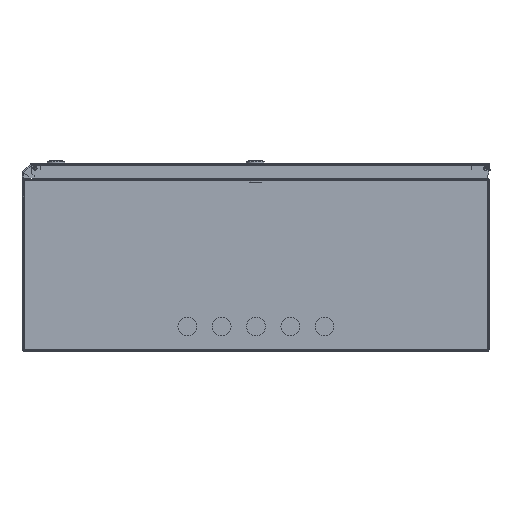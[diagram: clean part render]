
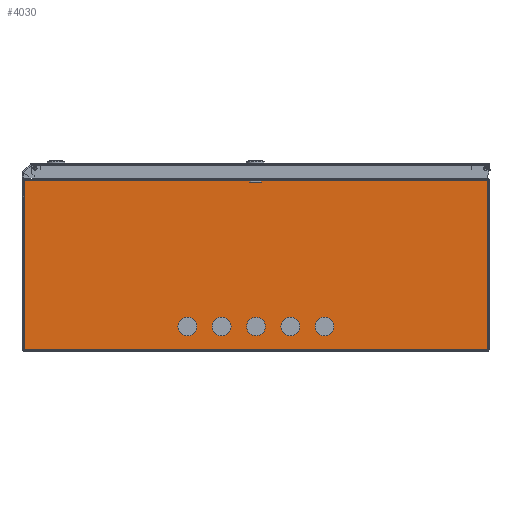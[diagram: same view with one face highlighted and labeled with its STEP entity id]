
A CAD part, front view. The second image highlights one B-rep face of the part: STEP entity #4030.
In plain terms, the highlighted planar face has unit normal (0, -1, 0).
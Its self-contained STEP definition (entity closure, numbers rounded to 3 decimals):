
#141 = ORIENTED_EDGE ( 'NONE', *, *, #15862, .F. ) ;
#158 = VERTEX_POINT ( 'NONE', #3773 ) ;
#207 = VERTEX_POINT ( 'NONE', #1776 ) ;
#233 = VERTEX_POINT ( 'NONE', #9398 ) ;
#313 = LINE ( 'NONE', #11798, #2633 ) ;
#629 = ORIENTED_EDGE ( 'NONE', *, *, #5267, .F. ) ;
#695 = AXIS2_PLACEMENT_3D ( 'NONE', #16649, #7150, #3531 ) ;
#756 = DIRECTION ( 'NONE',  ( 0., -1., 0. ) ) ;
#844 = EDGE_CURVE ( 'NONE', #3811, #8475, #3214, .T. ) ;
#1012 = CIRCLE ( 'NONE', #7776, 15. ) ;
#1073 = CARTESIAN_POINT ( 'NONE',  ( -340.183, -1230.944, 38.6 ) ) ;
#1318 = AXIS2_PLACEMENT_3D ( 'NONE', #17768, #756, #17391 ) ;
#1506 = DIRECTION ( 'NONE',  ( 0., 0., -1. ) ) ;
#1652 = ORIENTED_EDGE ( 'NONE', *, *, #21489, .F. ) ;
#1776 = CARTESIAN_POINT ( 'NONE',  ( -120.183, -1230.944, 53.6 ) ) ;
#1779 = CARTESIAN_POINT ( 'NONE',  ( -230.183, -1230.944, 53.6 ) ) ;
#1816 = DIRECTION ( 'NONE',  ( 0., -1., 0. ) ) ;
#1940 = DIRECTION ( 'NONE',  ( 0., -1., 0. ) ) ;
#2200 = CARTESIAN_POINT ( 'NONE',  ( -601.383, -1230.944, 271.9 ) ) ;
#2393 = DIRECTION ( 'NONE',  ( 0., -1., 0. ) ) ;
#2437 = ORIENTED_EDGE ( 'NONE', *, *, #24071, .F. ) ;
#2473 = CARTESIAN_POINT ( 'NONE',  ( -175.183, -1230.944, 38.6 ) ) ;
#2633 = VECTOR ( 'NONE', #19463, 1000. ) ;
#2704 = LINE ( 'NONE', #2200, #20674 ) ;
#2710 = DIRECTION ( 'NONE',  ( 0., 0., -1. ) ) ;
#2712 = VECTOR ( 'NONE', #10249, 1000. ) ;
#2966 = CARTESIAN_POINT ( 'NONE',  ( 143.417, -1230.944, 271.9 ) ) ;
#2984 = EDGE_LOOP ( 'NONE', ( #16677, #629 ) ) ;
#3214 = LINE ( 'NONE', #2966, #22623 ) ;
#3274 = FACE_BOUND ( 'NONE', #2984, .T. ) ;
#3512 = CARTESIAN_POINT ( 'NONE',  ( -230.183, -1230.944, 38.6 ) ) ;
#3531 = DIRECTION ( 'NONE',  ( 0., 0., 1. ) ) ;
#3773 = CARTESIAN_POINT ( 'NONE',  ( -340.183, -1230.944, 53.6 ) ) ;
#3811 = VERTEX_POINT ( 'NONE', #18604 ) ;
#4030 = ADVANCED_FACE ( 'NONE', ( #8886, #5032, #12763, #20555, #3274, #10890 ), #18661, .F. ) ;
#4253 = EDGE_CURVE ( 'NONE', #6407, #15615, #14355, .T. ) ;
#5032 = FACE_BOUND ( 'NONE', #17164, .T. ) ;
#5043 = DIRECTION ( 'NONE',  ( 0., 0., 1. ) ) ;
#5106 = EDGE_CURVE ( 'NONE', #7458, #21844, #14892, .T. ) ;
#5172 = DIRECTION ( 'NONE',  ( 0., -1., 0. ) ) ;
#5267 = EDGE_CURVE ( 'NONE', #21844, #7458, #11720, .T. ) ;
#5377 = CARTESIAN_POINT ( 'NONE',  ( 141.017, -1230.944, 1. ) ) ;
#5952 = EDGE_CURVE ( 'NONE', #19066, #15077, #9341, .T. ) ;
#6407 = VERTEX_POINT ( 'NONE', #5377 ) ;
#6662 = CIRCLE ( 'NONE', #7851, 15. ) ;
#6952 = DIRECTION ( 'NONE',  ( -1., 0., 0. ) ) ;
#7000 = DIRECTION ( 'NONE',  ( 0., -1., 0. ) ) ;
#7150 = DIRECTION ( 'NONE',  ( 0., 1., 0. ) ) ;
#7359 = CARTESIAN_POINT ( 'NONE',  ( -230.183, -1230.944, 23.6 ) ) ;
#7425 = CARTESIAN_POINT ( 'NONE',  ( -120.183, -1230.944, 23.6 ) ) ;
#7458 = VERTEX_POINT ( 'NONE', #7359 ) ;
#7579 = EDGE_CURVE ( 'NONE', #16166, #158, #7653, .T. ) ;
#7586 = DIRECTION ( 'NONE',  ( 0., -1., 0. ) ) ;
#7653 = CIRCLE ( 'NONE', #21673, 15. ) ;
#7703 = VERTEX_POINT ( 'NONE', #7425 ) ;
#7776 = AXIS2_PLACEMENT_3D ( 'NONE', #7916, #1940, #11417 ) ;
#7851 = AXIS2_PLACEMENT_3D ( 'NONE', #11994, #2393, #23425 ) ;
#7916 = CARTESIAN_POINT ( 'NONE',  ( -285.183, -1230.944, 38.6 ) ) ;
#8120 = EDGE_CURVE ( 'NONE', #23484, #233, #13269, .T. ) ;
#8178 = DIRECTION ( 'NONE',  ( 0., 0., -1. ) ) ;
#8475 = VERTEX_POINT ( 'NONE', #10307 ) ;
#8850 = CIRCLE ( 'NONE', #18456, 15. ) ;
#8886 = FACE_BOUND ( 'NONE', #12460, .T. ) ;
#9341 = CIRCLE ( 'NONE', #17345, 15. ) ;
#9398 = CARTESIAN_POINT ( 'NONE',  ( -285.183, -1230.944, 23.6 ) ) ;
#9829 = CIRCLE ( 'NONE', #18244, 15. ) ;
#10249 = DIRECTION ( 'NONE',  ( -1., 0., 0. ) ) ;
#10307 = CARTESIAN_POINT ( 'NONE',  ( -601.383, -1230.944, 271.9 ) ) ;
#10890 = FACE_OUTER_BOUND ( 'NONE', #19978, .T. ) ;
#11172 = ORIENTED_EDGE ( 'NONE', *, *, #24363, .T. ) ;
#11417 = DIRECTION ( 'NONE',  ( 0., 0., -1. ) ) ;
#11547 = DIRECTION ( 'NONE',  ( 0., 0., 1. ) ) ;
#11720 = CIRCLE ( 'NONE', #17731, 15. ) ;
#11798 = CARTESIAN_POINT ( 'NONE',  ( 141.017, -1230.944, 1. ) ) ;
#11891 = ORIENTED_EDGE ( 'NONE', *, *, #7579, .F. ) ;
#11994 = CARTESIAN_POINT ( 'NONE',  ( -340.183, -1230.944, 38.6 ) ) ;
#12324 = ORIENTED_EDGE ( 'NONE', *, *, #4253, .F. ) ;
#12419 = DIRECTION ( 'NONE',  ( 0., 0., -1. ) ) ;
#12460 = EDGE_LOOP ( 'NONE', ( #141, #1652 ) ) ;
#12622 = DIRECTION ( 'NONE',  ( 0., 0., 1. ) ) ;
#12660 = EDGE_LOOP ( 'NONE', ( #24535, #17649 ) ) ;
#12757 = CARTESIAN_POINT ( 'NONE',  ( -285.183, -1230.944, 53.6 ) ) ;
#12763 = FACE_BOUND ( 'NONE', #15020, .T. ) ;
#13269 = CIRCLE ( 'NONE', #1318, 15. ) ;
#13710 = AXIS2_PLACEMENT_3D ( 'NONE', #24753, #7586, #2710 ) ;
#14277 = CARTESIAN_POINT ( 'NONE',  ( -601.383, -1230.944, 1. ) ) ;
#14355 = LINE ( 'NONE', #21784, #2712 ) ;
#14609 = CARTESIAN_POINT ( 'NONE',  ( -120.183, -1230.944, 38.6 ) ) ;
#14892 = CIRCLE ( 'NONE', #13710, 15. ) ;
#15020 = EDGE_LOOP ( 'NONE', ( #11891, #23447 ) ) ;
#15077 = VERTEX_POINT ( 'NONE', #19112 ) ;
#15615 = VERTEX_POINT ( 'NONE', #14277 ) ;
#15838 = DIRECTION ( 'NONE',  ( 0., 0., 1. ) ) ;
#15862 = EDGE_CURVE ( 'NONE', #7703, #207, #8850, .T. ) ;
#16166 = VERTEX_POINT ( 'NONE', #21610 ) ;
#16649 = CARTESIAN_POINT ( 'NONE',  ( 0., -1230.944, 0. ) ) ;
#16677 = ORIENTED_EDGE ( 'NONE', *, *, #5106, .F. ) ;
#17164 = EDGE_LOOP ( 'NONE', ( #2437, #20060 ) ) ;
#17345 = AXIS2_PLACEMENT_3D ( 'NONE', #20565, #5172, #5043 ) ;
#17391 = DIRECTION ( 'NONE',  ( 0., 0., -1. ) ) ;
#17464 = EDGE_CURVE ( 'NONE', #233, #23484, #1012, .T. ) ;
#17637 = CARTESIAN_POINT ( 'NONE',  ( -175.183, -1230.944, 53.6 ) ) ;
#17649 = ORIENTED_EDGE ( 'NONE', *, *, #8120, .F. ) ;
#17731 = AXIS2_PLACEMENT_3D ( 'NONE', #3512, #7000, #1506 ) ;
#17768 = CARTESIAN_POINT ( 'NONE',  ( -285.183, -1230.944, 38.6 ) ) ;
#18032 = DIRECTION ( 'NONE',  ( 0., -1., 0. ) ) ;
#18184 = AXIS2_PLACEMENT_3D ( 'NONE', #18955, #1816, #11547 ) ;
#18244 = AXIS2_PLACEMENT_3D ( 'NONE', #2473, #19364, #15838 ) ;
#18367 = EDGE_CURVE ( 'NONE', #6407, #3811, #313, .T. ) ;
#18456 = AXIS2_PLACEMENT_3D ( 'NONE', #14609, #18032, #12622 ) ;
#18604 = CARTESIAN_POINT ( 'NONE',  ( 141.017, -1230.944, 271.9 ) ) ;
#18661 = PLANE ( 'NONE',  #695 ) ;
#18955 = CARTESIAN_POINT ( 'NONE',  ( -120.183, -1230.944, 38.6 ) ) ;
#19050 = EDGE_CURVE ( 'NONE', #158, #16166, #6662, .T. ) ;
#19066 = VERTEX_POINT ( 'NONE', #17637 ) ;
#19112 = CARTESIAN_POINT ( 'NONE',  ( -175.183, -1230.944, 23.6 ) ) ;
#19364 = DIRECTION ( 'NONE',  ( 0., -1., 0. ) ) ;
#19463 = DIRECTION ( 'NONE',  ( 0., 0., 1. ) ) ;
#19808 = CIRCLE ( 'NONE', #18184, 15. ) ;
#19978 = EDGE_LOOP ( 'NONE', ( #20877, #21600, #11172, #12324 ) ) ;
#20060 = ORIENTED_EDGE ( 'NONE', *, *, #5952, .F. ) ;
#20354 = DIRECTION ( 'NONE',  ( 0., -1., 0. ) ) ;
#20555 = FACE_BOUND ( 'NONE', #12660, .T. ) ;
#20565 = CARTESIAN_POINT ( 'NONE',  ( -175.183, -1230.944, 38.6 ) ) ;
#20674 = VECTOR ( 'NONE', #8178, 1000. ) ;
#20877 = ORIENTED_EDGE ( 'NONE', *, *, #18367, .T. ) ;
#21489 = EDGE_CURVE ( 'NONE', #207, #7703, #19808, .T. ) ;
#21600 = ORIENTED_EDGE ( 'NONE', *, *, #844, .T. ) ;
#21610 = CARTESIAN_POINT ( 'NONE',  ( -340.183, -1230.944, 23.6 ) ) ;
#21673 = AXIS2_PLACEMENT_3D ( 'NONE', #1073, #20354, #12419 ) ;
#21784 = CARTESIAN_POINT ( 'NONE',  ( -603.783, -1230.944, 1. ) ) ;
#21844 = VERTEX_POINT ( 'NONE', #1779 ) ;
#22623 = VECTOR ( 'NONE', #6952, 1000. ) ;
#23425 = DIRECTION ( 'NONE',  ( 0., 0., -1. ) ) ;
#23447 = ORIENTED_EDGE ( 'NONE', *, *, #19050, .F. ) ;
#23484 = VERTEX_POINT ( 'NONE', #12757 ) ;
#24071 = EDGE_CURVE ( 'NONE', #15077, #19066, #9829, .T. ) ;
#24363 = EDGE_CURVE ( 'NONE', #8475, #15615, #2704, .T. ) ;
#24535 = ORIENTED_EDGE ( 'NONE', *, *, #17464, .F. ) ;
#24753 = CARTESIAN_POINT ( 'NONE',  ( -230.183, -1230.944, 38.6 ) ) ;
